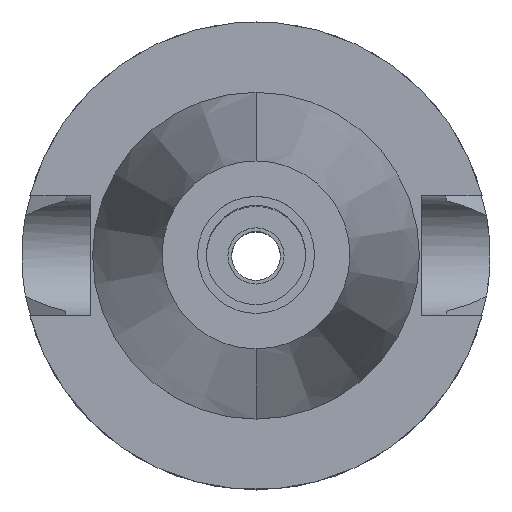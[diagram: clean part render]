
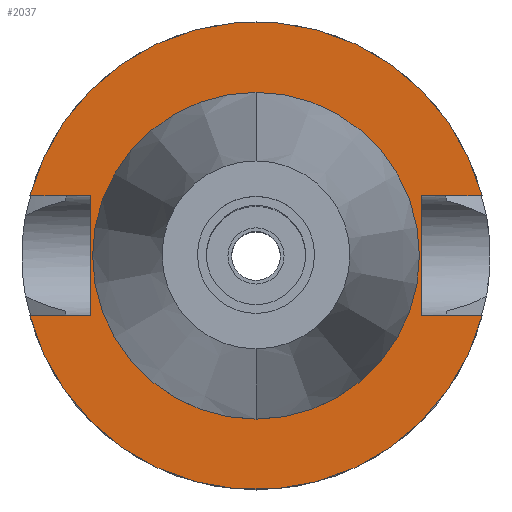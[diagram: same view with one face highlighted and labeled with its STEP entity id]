
A CAD part, top view. The second image highlights one B-rep face of the part: STEP entity #2037.
In plain terms, the highlighted planar face has unit normal (0, 0, 1).
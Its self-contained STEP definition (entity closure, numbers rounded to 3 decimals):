
#58 = EDGE_CURVE ( 'NONE', #3002, #1546, #2733, .T. ) ;
#101 = DIRECTION ( 'NONE',  ( 1., 0., 0. ) ) ;
#130 = DIRECTION ( 'NONE',  ( 1., 0., 0. ) ) ;
#156 = LINE ( 'NONE', #1864, #917 ) ;
#216 = EDGE_CURVE ( 'NONE', #2136, #1557, #2748, .T. ) ;
#270 = VECTOR ( 'NONE', #624, 1000. ) ;
#386 = CARTESIAN_POINT ( 'NONE',  ( 0., 0., -1.5 ) ) ;
#501 = CARTESIAN_POINT ( 'NONE',  ( 0., 0., -1.5 ) ) ;
#520 = VERTEX_POINT ( 'NONE', #1353 ) ;
#557 = EDGE_CURVE ( 'NONE', #2418, #1747, #1865, .T. ) ;
#565 = LINE ( 'NONE', #2500, #621 ) ;
#576 = CARTESIAN_POINT ( 'NONE',  ( -48.321, -12.85, -1.5 ) ) ;
#608 = EDGE_CURVE ( 'NONE', #520, #1823, #3058, .T. ) ;
#619 = LINE ( 'NONE', #865, #3074 ) ;
#621 = VECTOR ( 'NONE', #101, 1000. ) ;
#624 = DIRECTION ( 'NONE',  ( -1., 0., 0. ) ) ;
#691 = EDGE_CURVE ( 'NONE', #1823, #1114, #1102, .T. ) ;
#769 = CARTESIAN_POINT ( 'NONE',  ( 0., 34.925, -1.5 ) ) ;
#809 = AXIS2_PLACEMENT_3D ( 'NONE', #957, #1498, #973 ) ;
#838 = VECTOR ( 'NONE', #2952, 1000. ) ;
#865 = CARTESIAN_POINT ( 'NONE',  ( -35.4, -12.85, -1.5 ) ) ;
#908 = CIRCLE ( 'NONE', #809, 34.925 ) ;
#917 = VECTOR ( 'NONE', #130, 1000. ) ;
#957 = CARTESIAN_POINT ( 'NONE',  ( 0., 0., -1.5 ) ) ;
#967 = ORIENTED_EDGE ( 'NONE', *, *, #2258, .F. ) ;
#971 = ORIENTED_EDGE ( 'NONE', *, *, #216, .F. ) ;
#973 = DIRECTION ( 'NONE',  ( 0., 1., 0. ) ) ;
#991 = CARTESIAN_POINT ( 'NONE',  ( -48.321, 12.85, -1.5 ) ) ;
#1001 = AXIS2_PLACEMENT_3D ( 'NONE', #2864, #2567, #1398 ) ;
#1102 = CIRCLE ( 'NONE', #1001, 50. ) ;
#1114 = VERTEX_POINT ( 'NONE', #2793 ) ;
#1136 = DIRECTION ( 'NONE',  ( 0., 0., 1. ) ) ;
#1192 = DIRECTION ( 'NONE',  ( 0., -1., 0. ) ) ;
#1239 = PLANE ( 'NONE',  #1875 ) ;
#1280 = ORIENTED_EDGE ( 'NONE', *, *, #2812, .T. ) ;
#1353 = CARTESIAN_POINT ( 'NONE',  ( -35.4, 12.85, -1.5 ) ) ;
#1398 = DIRECTION ( 'NONE',  ( 0., 1., 0. ) ) ;
#1428 = DIRECTION ( 'NONE',  ( 0., 0., -1. ) ) ;
#1429 = CARTESIAN_POINT ( 'NONE',  ( -35.4, -12.85, -1.5 ) ) ;
#1454 = AXIS2_PLACEMENT_3D ( 'NONE', #386, #1136, #2775 ) ;
#1485 = CARTESIAN_POINT ( 'NONE',  ( 0., -34.925, -1.5 ) ) ;
#1498 = DIRECTION ( 'NONE',  ( 0., 0., 1. ) ) ;
#1519 = ORIENTED_EDGE ( 'NONE', *, *, #557, .F. ) ;
#1546 = VERTEX_POINT ( 'NONE', #2465 ) ;
#1557 = VERTEX_POINT ( 'NONE', #576 ) ;
#1638 = LINE ( 'NONE', #3037, #2870 ) ;
#1747 = VERTEX_POINT ( 'NONE', #769 ) ;
#1823 = VERTEX_POINT ( 'NONE', #991 ) ;
#1841 = DIRECTION ( 'NONE',  ( -1., 0., 0. ) ) ;
#1864 = CARTESIAN_POINT ( 'NONE',  ( 35.4, 12.85, -1.5 ) ) ;
#1865 = CIRCLE ( 'NONE', #1454, 34.925 ) ;
#1875 = AXIS2_PLACEMENT_3D ( 'NONE', #2361, #2553, #2323 ) ;
#1971 = CARTESIAN_POINT ( 'NONE',  ( 35.4, 12.85, -1.5 ) ) ;
#1982 = ORIENTED_EDGE ( 'NONE', *, *, #58, .F. ) ;
#2037 = ADVANCED_FACE ( 'NONE', ( #3049, #2811 ), #1239, .F. ) ;
#2085 = EDGE_CURVE ( 'NONE', #2939, #1557, #619, .T. ) ;
#2136 = VERTEX_POINT ( 'NONE', #2266 ) ;
#2243 = ORIENTED_EDGE ( 'NONE', *, *, #691, .F. ) ;
#2258 = EDGE_CURVE ( 'NONE', #2939, #520, #1638, .T. ) ;
#2266 = CARTESIAN_POINT ( 'NONE',  ( 48.321, -12.85, -1.5 ) ) ;
#2285 = ORIENTED_EDGE ( 'NONE', *, *, #2085, .T. ) ;
#2291 = CARTESIAN_POINT ( 'NONE',  ( 35.4, 12.85, -1.5 ) ) ;
#2323 = DIRECTION ( 'NONE',  ( 0., -1., 0. ) ) ;
#2361 = CARTESIAN_POINT ( 'NONE',  ( 0., 0., -1.5 ) ) ;
#2403 = EDGE_CURVE ( 'NONE', #1747, #2418, #908, .T. ) ;
#2418 = VERTEX_POINT ( 'NONE', #1485 ) ;
#2465 = CARTESIAN_POINT ( 'NONE',  ( 35.4, -12.85, -1.5 ) ) ;
#2500 = CARTESIAN_POINT ( 'NONE',  ( 35.4, -12.85, -1.5 ) ) ;
#2553 = DIRECTION ( 'NONE',  ( 0., 0., -1. ) ) ;
#2558 = CARTESIAN_POINT ( 'NONE',  ( -35.4, 12.85, -1.5 ) ) ;
#2567 = DIRECTION ( 'NONE',  ( 0., 0., -1. ) ) ;
#2568 = DIRECTION ( 'NONE',  ( 0., 1., 0. ) ) ;
#2615 = ORIENTED_EDGE ( 'NONE', *, *, #3115, .F. ) ;
#2733 = LINE ( 'NONE', #2291, #838 ) ;
#2746 = EDGE_LOOP ( 'NONE', ( #2828, #1519 ) ) ;
#2748 = CIRCLE ( 'NONE', #2850, 50. ) ;
#2774 = EDGE_LOOP ( 'NONE', ( #2285, #971, #2615, #1982, #1280, #2243, #2780, #967 ) ) ;
#2775 = DIRECTION ( 'NONE',  ( 0., -1., 0. ) ) ;
#2780 = ORIENTED_EDGE ( 'NONE', *, *, #608, .F. ) ;
#2793 = CARTESIAN_POINT ( 'NONE',  ( 48.321, 12.85, -1.5 ) ) ;
#2811 = FACE_BOUND ( 'NONE', #2746, .T. ) ;
#2812 = EDGE_CURVE ( 'NONE', #3002, #1114, #156, .T. ) ;
#2828 = ORIENTED_EDGE ( 'NONE', *, *, #2403, .F. ) ;
#2850 = AXIS2_PLACEMENT_3D ( 'NONE', #501, #1428, #1192 ) ;
#2864 = CARTESIAN_POINT ( 'NONE',  ( 0., 0., -1.5 ) ) ;
#2870 = VECTOR ( 'NONE', #2568, 1000. ) ;
#2939 = VERTEX_POINT ( 'NONE', #1429 ) ;
#2952 = DIRECTION ( 'NONE',  ( 0., -1., 0. ) ) ;
#3002 = VERTEX_POINT ( 'NONE', #1971 ) ;
#3037 = CARTESIAN_POINT ( 'NONE',  ( -35.4, -12.85, -1.5 ) ) ;
#3049 = FACE_OUTER_BOUND ( 'NONE', #2774, .T. ) ;
#3058 = LINE ( 'NONE', #2558, #270 ) ;
#3074 = VECTOR ( 'NONE', #1841, 1000. ) ;
#3115 = EDGE_CURVE ( 'NONE', #1546, #2136, #565, .T. ) ;
